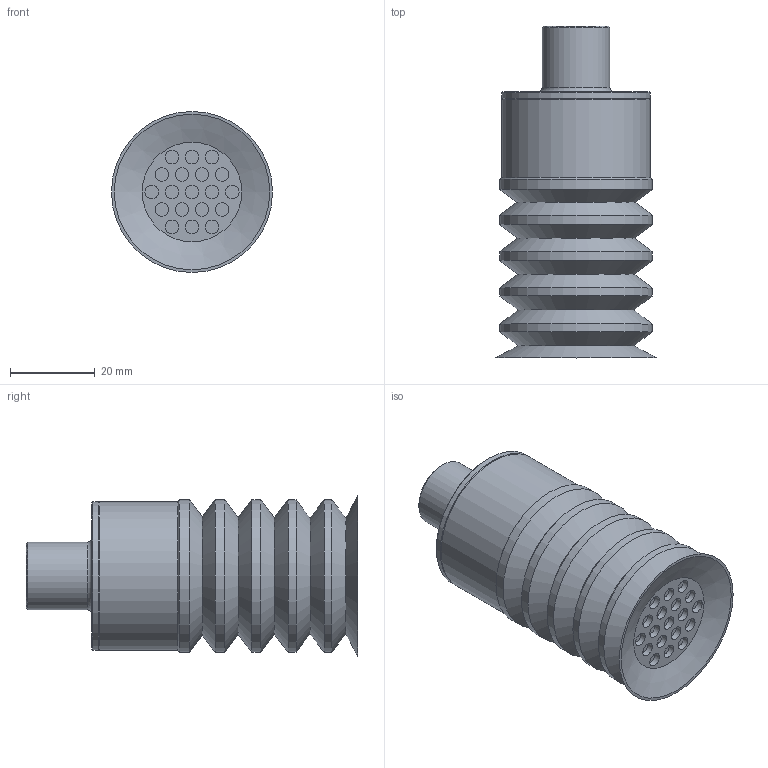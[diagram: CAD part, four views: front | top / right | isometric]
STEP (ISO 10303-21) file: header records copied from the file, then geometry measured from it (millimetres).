
FILE_DESCRIPTION(/* description */ (''),/* implementation_level */ '2;1');
FILE_NAME(/* name */ '3D_vfor38sb+rac21r1-4h.stp',/* time_stamp */ '2024-03-13T09:22:12+01:00',/* author */ ('enginyeria3'),/* organization */ (''),/* preprocessor_version */ 'ST-DEVELOPER v20',/* originating_system */ 'Autodesk Inventor 2024',/* authorisation */ '');
FILE_SCHEMA (('AUTOMOTIVE_DESIGN { 1 0 10303 214 3 1 1 }'));
Length unit declared in the file: millimetre
Products named in the file (1): Pieza1
Bounding box: 38 x 78.3 x 38 mm (x, y, z)
Volume: 55826.1 mm3; surface area: 12453.5 mm2
Topology: 1 solids, 1 shells, 70 faces, 115 edges, 71 vertices
Faces by surface type: cylinder 28, plane 25, cone 16, torus 1
Full cylindrical faces by diameter (mm): 3.2 x19, 11.445 x1, 16 x1, 35 x2, 36 x5
Entity records: 1772 total; most frequent: DIRECTION 328, CARTESIAN_POINT 257, ORIENTED_EDGE 230, AXIS2_PLACEMENT_3D 142, EDGE_CURVE 115, EDGE_LOOP 93, CIRCLE 71, STYLED_ITEM 71
